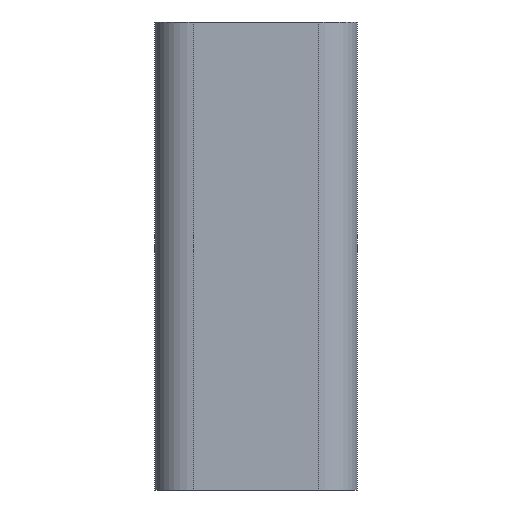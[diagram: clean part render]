
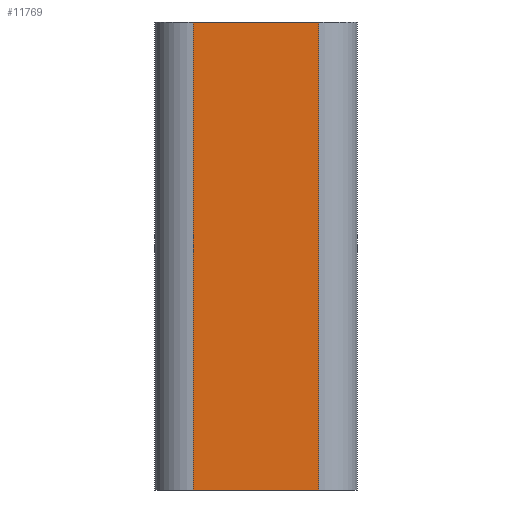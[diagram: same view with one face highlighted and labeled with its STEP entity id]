
A CAD part, left-side view. The second image highlights one B-rep face of the part: STEP entity #11769.
In plain terms, the highlighted face is planar.
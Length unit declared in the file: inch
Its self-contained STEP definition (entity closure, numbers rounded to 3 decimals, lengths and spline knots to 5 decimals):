
#140 = EDGE_CURVE ( 'NONE', #964, #7194, #4015, .T. ) ;
#964 = VERTEX_POINT ( 'NONE', #7085 ) ;
#1590 = DIRECTION ( 'NONE',  ( -1., 0., 0. ) ) ;
#1656 = CARTESIAN_POINT ( 'NONE',  ( 0.1355, 0.195, 1.46 ) ) ;
#1663 = DIRECTION ( 'NONE',  ( 0., 0., -1. ) ) ;
#2058 = LINE ( 'NONE', #10716, #11363 ) ;
#2297 = PLANE ( 'NONE',  #11243 ) ;
#2475 = LINE ( 'NONE', #6733, #7418 ) ;
#2872 = ORIENTED_EDGE ( 'NONE', *, *, #5404, .F. ) ;
#3649 = DIRECTION ( 'NONE',  ( 0., 0., 1. ) ) ;
#3879 = VERTEX_POINT ( 'NONE', #6640 ) ;
#4015 = LINE ( 'NONE', #8347, #10553 ) ;
#5073 = VERTEX_POINT ( 'NONE', #10174 ) ;
#5217 = EDGE_CURVE ( 'NONE', #5073, #964, #2058, .T. ) ;
#5284 = DIRECTION ( 'NONE',  ( 0., 0., -1. ) ) ;
#5404 = EDGE_CURVE ( 'NONE', #5073, #3879, #2475, .T. ) ;
#5436 = ORIENTED_EDGE ( 'NONE', *, *, #6328, .F. ) ;
#6328 = EDGE_CURVE ( 'NONE', #3879, #7194, #10686, .T. ) ;
#6482 = EDGE_LOOP ( 'NONE', ( #12883, #5436, #2872, #8601 ) ) ;
#6640 = CARTESIAN_POINT ( 'NONE',  ( 0.1355, 0.195, 1.46 ) ) ;
#6733 = CARTESIAN_POINT ( 'NONE',  ( 0.1355, 0.195, 1.46 ) ) ;
#6817 = FACE_OUTER_BOUND ( 'NONE', #6482, .T. ) ;
#7085 = CARTESIAN_POINT ( 'NONE',  ( 0.1355, -0.195, 0. ) ) ;
#7194 = VERTEX_POINT ( 'NONE', #8089 ) ;
#7418 = VECTOR ( 'NONE', #9820, 39.37008 ) ;
#7652 = VECTOR ( 'NONE', #1663, 39.37008 ) ;
#7920 = CARTESIAN_POINT ( 'NONE',  ( 0.1355, 0.195, 1.46 ) ) ;
#8089 = CARTESIAN_POINT ( 'NONE',  ( 0.1355, 0.195, 0. ) ) ;
#8347 = CARTESIAN_POINT ( 'NONE',  ( 0.1355, 0.195, 0. ) ) ;
#8601 = ORIENTED_EDGE ( 'NONE', *, *, #5217, .T. ) ;
#9820 = DIRECTION ( 'NONE',  ( 0., 1., 0. ) ) ;
#10174 = CARTESIAN_POINT ( 'NONE',  ( 0.1355, -0.195, 1.46 ) ) ;
#10403 = DIRECTION ( 'NONE',  ( 0., 1., 0. ) ) ;
#10553 = VECTOR ( 'NONE', #10403, 39.37008 ) ;
#10686 = LINE ( 'NONE', #7920, #7652 ) ;
#10716 = CARTESIAN_POINT ( 'NONE',  ( 0.1355, -0.195, 1.46 ) ) ;
#11243 = AXIS2_PLACEMENT_3D ( 'NONE', #1656, #1590, #3649 ) ;
#11363 = VECTOR ( 'NONE', #5284, 39.37008 ) ;
#11769 = ADVANCED_FACE ( 'NONE', ( #6817 ), #2297, .F. ) ;
#12883 = ORIENTED_EDGE ( 'NONE', *, *, #140, .T. ) ;
